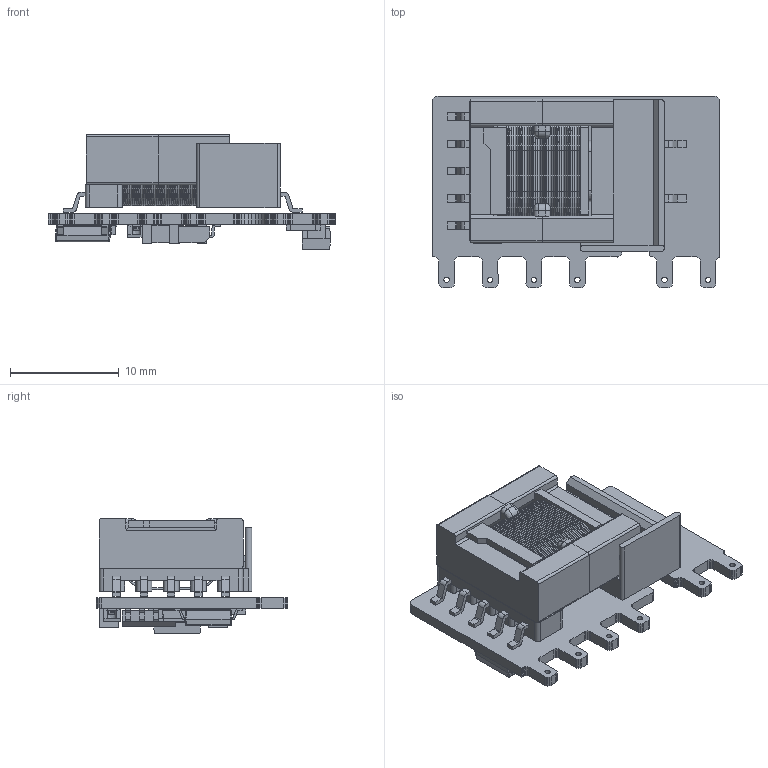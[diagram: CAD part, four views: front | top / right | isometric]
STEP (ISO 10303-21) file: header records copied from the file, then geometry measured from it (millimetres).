
FILE_DESCRIPTION((''),'2;1');
FILE_NAME('LS05-13BXXR3__ASM','2020-06-11T',('eng608'),(''),'PRO/ENGINEER BY PARAMETRIC TECHNOLOGY CORPORATION, 2014000','PRO/ENGINEER BY PARAMETRIC TECHNOLOGY CORPORATION, 2014000','');
FILE_SCHEMA(('CONFIG_CONTROL_DESIGN'));
Length unit declared in the file: millimetre
Products named in the file (52): BOARD; 11010155___EPC13_13-HS7M____-A; T1_1_ASM; R20_1_ASM; R6_1_ASM; R9_1_ASM; C4_1_ASM; MANIFOLD_SOLID_BREP_73836; MANIFOLD_SOLID_BREP_74718; MANIFOLD_SOLID_BREP_75600; MANIFOLD_SOLID_BREP_76482; MANIFOLD_SOLID_BREP_77364; MANIFOLD_SOLID_BREP_86074; MANIFOLD_SOLID_BREP_86956; MANIFOLD_SOLID_BREP_87838; MANIFOLD_SOLID_BREP_88720; SO-8_ASM; U1_1_ASM; R10_1_ASM; R8_1_ASM; R7_1_ASM; R5_1_ASM; S1206_R; R4_1_ASM; R2_1_ASM; R1_1_ASM; SMA_SD2010; D4_1_ASM; MIF_SD1575; MANIFOLD_SOLID_BREP_94077; MANIFOLD_SOLID_BREP_94959; MANIFOLD_SOLID_BREP_95841; MANIFOLD_SOLID_BREP_111125; SOD-123_ASM; A6SF_; D3_1_ASM; D2_1_ASM; 1000V_1A__ABS10; D1_1_ASM; S1206_C ...
Assembly tree (91 placements, depth 5):
  LS05-13BXXR3__ASM
    PCB_ASM
      BOARD
      T1_1_ASM
        11010155___EPC13_13-HS7M____-A
      R20_1_ASM
      R6_1_ASM
      R9_1_ASM
      C4_1_ASM
      U1_1_ASM
        SO-8_ASM
          MANIFOLD_SOLID_BREP_73836
          MANIFOLD_SOLID_BREP_74718
          MANIFOLD_SOLID_BREP_75600
          MANIFOLD_SOLID_BREP_76482
          MANIFOLD_SOLID_BREP_77364
          MANIFOLD_SOLID_BREP_86074
          MANIFOLD_SOLID_BREP_86956
          MANIFOLD_SOLID_BREP_87838
          MANIFOLD_SOLID_BREP_88720
      R10_1_ASM
      R8_1_ASM
      R7_1_ASM
      R5_1_ASM
      R4_1_ASM
        S1206_R
      R2_1_ASM
      R1_1_ASM
      D4_1_ASM
        SMA_SD2010
      D3_1_ASM
        MIF_SD1575
        SOD-123_ASM
          MANIFOLD_SOLID_BREP_94077
          MANIFOLD_SOLID_BREP_94959
          MANIFOLD_SOLID_BREP_95841
          MANIFOLD_SOLID_BREP_111125
        A6SF_
      D2_1_ASM
        MIF_SD1575
        SOD-123_ASM
          MANIFOLD_SOLID_BREP_94077
          MANIFOLD_SOLID_BREP_94959
          MANIFOLD_SOLID_BREP_95841
          MANIFOLD_SOLID_BREP_111125
        A6SF_
      D1_1_ASM
        1000V_1A__ABS10
      C6_1_ASM
        S1206_C
      C5_1_ASM
      C3_1_ASM
      C2_1_ASM
        S1206_C  x2
      C1_1_ASM
      R3_1_ASM
    BYQ_ASM
      11010155___EPC13_13-HS7M____-A
      EPC_CORE_5  x2
      XQ  x34
Bounding box: 26.37 x 17.61 x 10.55 mm (x, y, z)
Volume: 1854.5 mm3; surface area: 4747.7 mm2
Topology: 68 solids, 68 shells, 2183 faces, 5845 edges, 3784 vertices
Faces by surface type: plane 1456, cylinder 413, bspline 170, torus 136, sphere 8
Entity records: 58190 total; most frequent: CARTESIAN_POINT 17086, ORIENTED_EDGE 7130, DIRECTION 6469, EDGE_CURVE 3565, VECTOR 2951, LINE 2951, VERTEX_POINT 2358, PRESENTATION_STYLE_ASSIGNMENT 2066
